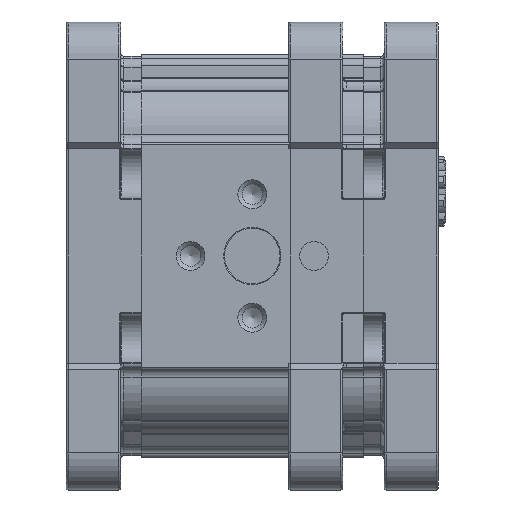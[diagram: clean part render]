
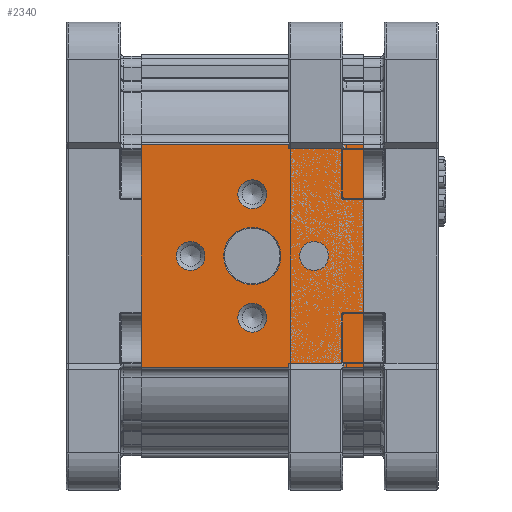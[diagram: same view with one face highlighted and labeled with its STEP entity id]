
A CAD part, left-side view. The second image highlights one B-rep face of the part: STEP entity #2340.
In plain terms, the highlighted planar face has unit normal (-1, 0, 0).
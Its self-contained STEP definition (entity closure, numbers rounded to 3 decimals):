
#2340 = ADVANCED_FACE( '', ( #5558, #5559, #5560, #5561, #5562, #5563 ), #5564, .T. );
#5558 = FACE_BOUND( '', #10196, .T. );
#5559 = FACE_BOUND( '', #10197, .T. );
#5560 = FACE_BOUND( '', #10198, .T. );
#5561 = FACE_BOUND( '', #10199, .T. );
#5562 = FACE_BOUND( '', #10200, .T. );
#5563 = FACE_OUTER_BOUND( '', #10201, .T. );
#5564 = PLANE( '', #10202 );
#10196 = EDGE_LOOP( '', ( #18390 ) );
#10197 = EDGE_LOOP( '', ( #18391 ) );
#10198 = EDGE_LOOP( '', ( #18392 ) );
#10199 = EDGE_LOOP( '', ( #18393 ) );
#10200 = EDGE_LOOP( '', ( #18394 ) );
#10201 = EDGE_LOOP( '', ( #18395, #18396, #18397, #18398 ) );
#10202 = AXIS2_PLACEMENT_3D( '', #18399, #18400, #18401 );
#18390 = ORIENTED_EDGE( '', *, *, #26016, .T. );
#18391 = ORIENTED_EDGE( '', *, *, #28077, .T. );
#18392 = ORIENTED_EDGE( '', *, *, #28078, .T. );
#18393 = ORIENTED_EDGE( '', *, *, #28079, .T. );
#18394 = ORIENTED_EDGE( '', *, *, #28080, .T. );
#18395 = ORIENTED_EDGE( '', *, *, #28041, .F. );
#18396 = ORIENTED_EDGE( '', *, *, #28081, .F. );
#18397 = ORIENTED_EDGE( '', *, *, #28082, .T. );
#18398 = ORIENTED_EDGE( '', *, *, #26800, .T. );
#18399 = CARTESIAN_POINT( '', ( -43., 54., 27.048 ) );
#18400 = DIRECTION( '', ( -1., 0., 0. ) );
#18401 = DIRECTION( '', ( 0., 0., 1. ) );
#26016 = EDGE_CURVE( '', #30836, #30836, #30837, .F. );
#26800 = EDGE_CURVE( '', #32178, #32175, #32179, .T. );
#28041 = EDGE_CURVE( '', #34078, #32175, #34080, .T. );
#28077 = EDGE_CURVE( '', #34129, #34129, #34130, .F. );
#28078 = EDGE_CURVE( '', #34131, #34131, #34132, .F. );
#28079 = EDGE_CURVE( '', #34133, #34133, #34134, .F. );
#28080 = EDGE_CURVE( '', #34135, #34135, #34136, .F. );
#28081 = EDGE_CURVE( '', #34137, #34078, #34138, .T. );
#28082 = EDGE_CURVE( '', #34137, #32178, #34139, .T. );
#30836 = VERTEX_POINT( '', #37919 );
#30837 = CIRCLE( '', #37920, 3.5 );
#32175 = VERTEX_POINT( '', #40480 );
#32178 = VERTEX_POINT( '', #40483 );
#32179 = LINE( '', #40484, #40485 );
#34078 = VERTEX_POINT( '', #44431 );
#34080 = LINE( '', #44433, #44434 );
#34129 = VERTEX_POINT( '', #44536 );
#34130 = CIRCLE( '', #44537, 3.5 );
#34131 = VERTEX_POINT( '', #44538 );
#34132 = CIRCLE( '', #44539, 3.5 );
#34133 = VERTEX_POINT( '', #44540 );
#34134 = CIRCLE( '', #44541, 3.5 );
#34135 = VERTEX_POINT( '', #44542 );
#34136 = CIRCLE( '', #44543, 6.95 );
#34137 = VERTEX_POINT( '', #44544 );
#34138 = LINE( '', #44545, #44546 );
#34139 = LINE( '', #44547, #44548 );
#37919 = CARTESIAN_POINT( '', ( -43., 12., 3.5 ) );
#37920 = AXIS2_PLACEMENT_3D( '', #49853, #49854, #49855 );
#40480 = CARTESIAN_POINT( '', ( -43., 0., -27.048 ) );
#40483 = CARTESIAN_POINT( '', ( -43., 54., -27.048 ) );
#40484 = CARTESIAN_POINT( '', ( -43., 54., -27.048 ) );
#40485 = VECTOR( '', #50871, 1000. );
#44431 = CARTESIAN_POINT( '', ( -43., 0., 27.048 ) );
#44433 = CARTESIAN_POINT( '', ( -43., 0., 27.048 ) );
#44434 = VECTOR( '', #52574, 1000. );
#44536 = CARTESIAN_POINT( '', ( -43., 42., 3.5 ) );
#44537 = AXIS2_PLACEMENT_3D( '', #52641, #52642, #52643 );
#44538 = CARTESIAN_POINT( '', ( -43., 27., -11.5 ) );
#44539 = AXIS2_PLACEMENT_3D( '', #52644, #52645, #52646 );
#44540 = CARTESIAN_POINT( '', ( -43., 27., 18.5 ) );
#44541 = AXIS2_PLACEMENT_3D( '', #52647, #52648, #52649 );
#44542 = CARTESIAN_POINT( '', ( -43., 27., 6.95 ) );
#44543 = AXIS2_PLACEMENT_3D( '', #52650, #52651, #52652 );
#44544 = CARTESIAN_POINT( '', ( -43., 54., 27.048 ) );
#44545 = CARTESIAN_POINT( '', ( -43., 54., 27.048 ) );
#44546 = VECTOR( '', #52653, 1000. );
#44547 = CARTESIAN_POINT( '', ( -43., 54., 27.048 ) );
#44548 = VECTOR( '', #52654, 1000. );
#49853 = CARTESIAN_POINT( '', ( -43., 12., 0. ) );
#49854 = DIRECTION( '', ( -1., 0., 0. ) );
#49855 = DIRECTION( '', ( 0., 0., 1. ) );
#50871 = DIRECTION( '', ( 0., -1., 0. ) );
#52574 = DIRECTION( '', ( 0., 0., -1. ) );
#52641 = CARTESIAN_POINT( '', ( -43., 42., 0. ) );
#52642 = DIRECTION( '', ( -1., 0., 0. ) );
#52643 = DIRECTION( '', ( 0., 0., 1. ) );
#52644 = CARTESIAN_POINT( '', ( -43., 27., -15. ) );
#52645 = DIRECTION( '', ( -1., 0., 0. ) );
#52646 = DIRECTION( '', ( 0., 0., 1. ) );
#52647 = CARTESIAN_POINT( '', ( -43., 27., 15. ) );
#52648 = DIRECTION( '', ( -1., 0., 0. ) );
#52649 = DIRECTION( '', ( 0., 0., 1. ) );
#52650 = CARTESIAN_POINT( '', ( -43., 27., 0. ) );
#52651 = DIRECTION( '', ( -1., 0., 0. ) );
#52652 = DIRECTION( '', ( 0., 0., 1. ) );
#52653 = DIRECTION( '', ( 0., -1., 0. ) );
#52654 = DIRECTION( '', ( 0., 0., -1. ) );
